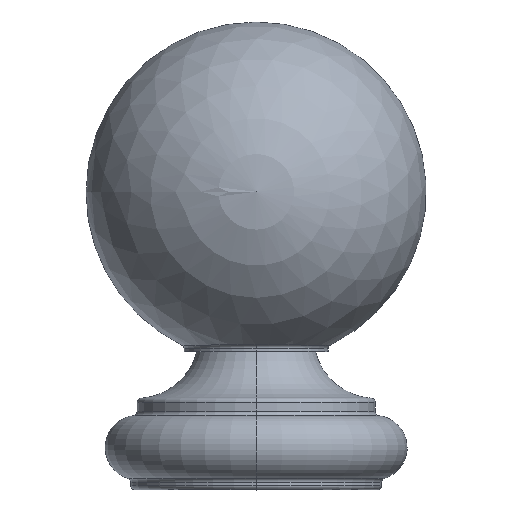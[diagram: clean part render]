
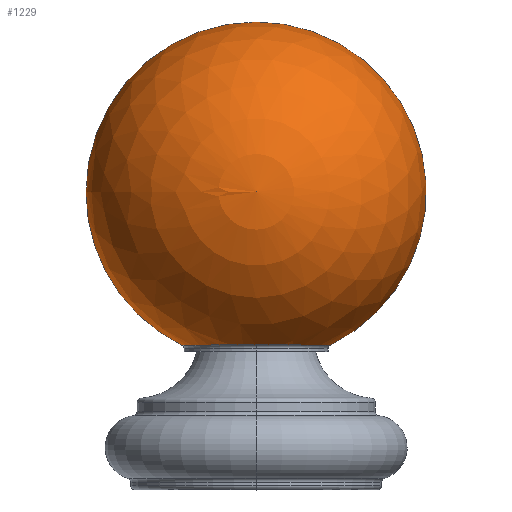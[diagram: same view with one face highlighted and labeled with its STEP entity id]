
A CAD part, top view. The second image highlights one B-rep face of the part: STEP entity #1229.
In plain terms, the highlighted spherical face has radius 40 mm.
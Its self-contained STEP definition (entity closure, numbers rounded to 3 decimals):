
#40 = CIRCLE ( 'NONE', #1215, 40. ) ;
#115 = CARTESIAN_POINT ( 'NONE',  ( 0., 34.023, 17.482 ) ) ;
#126 = CARTESIAN_POINT ( 'NONE',  ( 0., 34.023, 0. ) ) ;
#162 = DIRECTION ( 'NONE',  ( 0., -1., 0. ) ) ;
#170 = DIRECTION ( 'NONE',  ( 0., 0., -1. ) ) ;
#203 = CARTESIAN_POINT ( 'NONE',  ( 17.482, 34.023, 0. ) ) ;
#212 = VERTEX_POINT ( 'NONE', #203 ) ;
#253 = CARTESIAN_POINT ( 'NONE',  ( 0., 70., 0. ) ) ;
#293 = AXIS2_PLACEMENT_3D ( 'NONE', #253, #1009, #1024 ) ;
#343 = AXIS2_PLACEMENT_3D ( 'NONE', #126, #376, #1016 ) ;
#376 = DIRECTION ( 'NONE',  ( 0., -1., 0. ) ) ;
#413 = CARTESIAN_POINT ( 'NONE',  ( -17.482, 34.023, 0. ) ) ;
#414 = VERTEX_POINT ( 'NONE', #624 ) ;
#432 = EDGE_CURVE ( 'NONE', #1630, #704, #1225, .T. ) ;
#442 = EDGE_CURVE ( 'NONE', #414, #704, #40, .T. ) ;
#551 = CARTESIAN_POINT ( 'NONE',  ( 0., 34.023, 0. ) ) ;
#574 = DIRECTION ( 'NONE',  ( -1., 0., 0. ) ) ;
#592 = ORIENTED_EDGE ( 'NONE', *, *, #626, .F. ) ;
#619 = ORIENTED_EDGE ( 'NONE', *, *, #1426, .F. ) ;
#624 = CARTESIAN_POINT ( 'NONE',  ( 0., 110., 0. ) ) ;
#626 = EDGE_CURVE ( 'NONE', #212, #1630, #1447, .T. ) ;
#704 = VERTEX_POINT ( 'NONE', #413 ) ;
#823 = AXIS2_PLACEMENT_3D ( 'NONE', #1567, #170, #574 ) ;
#961 = SPHERICAL_SURFACE ( 'NONE', #823, 40. ) ;
#1009 = DIRECTION ( 'NONE',  ( 0., 0., -1. ) ) ;
#1016 = DIRECTION ( 'NONE',  ( 0., 0., -1. ) ) ;
#1024 = DIRECTION ( 'NONE',  ( -1., 0., 0. ) ) ;
#1037 = DIRECTION ( 'NONE',  ( 1., 0., 0. ) ) ;
#1152 = DIRECTION ( 'NONE',  ( 0., 0., 1. ) ) ;
#1196 = DIRECTION ( 'NONE',  ( 0., 0., -1. ) ) ;
#1215 = AXIS2_PLACEMENT_3D ( 'NONE', #1381, #1152, #1037 ) ;
#1225 = CIRCLE ( 'NONE', #343, 17.482 ) ;
#1229 = ADVANCED_FACE ( 'NONE', ( #1312 ), #961, .T. ) ;
#1248 = ORIENTED_EDGE ( 'NONE', *, *, #442, .T. ) ;
#1267 = AXIS2_PLACEMENT_3D ( 'NONE', #551, #162, #1196 ) ;
#1312 = FACE_OUTER_BOUND ( 'NONE', #1451, .T. ) ;
#1343 = ORIENTED_EDGE ( 'NONE', *, *, #432, .F. ) ;
#1381 = CARTESIAN_POINT ( 'NONE',  ( 0., 70., 0. ) ) ;
#1426 = EDGE_CURVE ( 'NONE', #414, #212, #1637, .T. ) ;
#1447 = CIRCLE ( 'NONE', #1267, 17.482 ) ;
#1451 = EDGE_LOOP ( 'NONE', ( #619, #1248, #1343, #592 ) ) ;
#1567 = CARTESIAN_POINT ( 'NONE',  ( 0., 70., 0. ) ) ;
#1630 = VERTEX_POINT ( 'NONE', #115 ) ;
#1637 = CIRCLE ( 'NONE', #293, 40. ) ;
